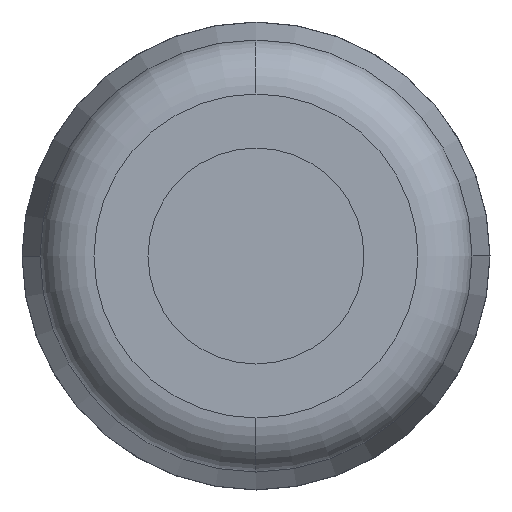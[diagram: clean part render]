
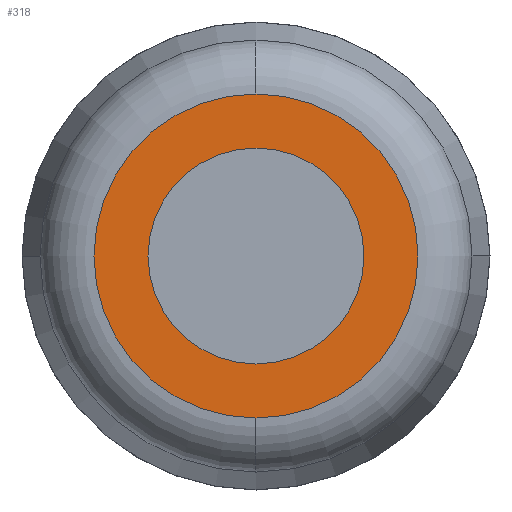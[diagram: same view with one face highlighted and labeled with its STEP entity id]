
A CAD part, left-side view. The second image highlights one B-rep face of the part: STEP entity #318.
In plain terms, the highlighted planar face has unit normal (-1, 0, 0).
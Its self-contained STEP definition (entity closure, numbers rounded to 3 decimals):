
#314=EDGE_CURVE('',#596,#648,#771,.T.);
#318=ADVANCED_FACE('',(#776,#777),#778,.T.);
#460=VERTEX_POINT('',#929);
#496=VERTEX_POINT('',#973);
#502=EDGE_CURVE('',#496,#460,#980,.T.);
#524=EDGE_CURVE('',#460,#496,#1005,.T.);
#544=EDGE_CURVE('',#548,#596,#1028,.T.);
#548=VERTEX_POINT('',#1032);
#596=VERTEX_POINT('',#1087);
#648=VERTEX_POINT('',#1150);
#664=EDGE_CURVE('',#648,#548,#1167,.T.);
#771=CIRCLE('',#1293,2.25);
#776=FACE_BOUND('',#1298,.T.);
#777=FACE_OUTER_BOUND('',#1299,.T.);
#778=PLANE('',#1300);
#929=CARTESIAN_POINT('',(-20.5,0.,-1.5));
#973=CARTESIAN_POINT('',(-20.5,0.,1.5));
#980=CIRCLE('',#1557,1.5);
#1005=CIRCLE('',#1587,1.5);
#1028=CIRCLE('',#1618,2.25);
#1032=CARTESIAN_POINT('',(-20.5,0.,-2.25));
#1087=CARTESIAN_POINT('',(-20.5,2.25,0.0));
#1150=CARTESIAN_POINT('',(-20.5,0.,2.25));
#1167=CIRCLE('',#1795,2.25);
#1293=AXIS2_PLACEMENT_3D('',#1911,#1912,#1913);
#1298=EDGE_LOOP('',(#1923,#1924));
#1299=EDGE_LOOP('',(#1925,#1926,#1927));
#1300=AXIS2_PLACEMENT_3D('',#1928,#1929,#1930);
#1557=AXIS2_PLACEMENT_3D('',#2159,#2160,#2161);
#1587=AXIS2_PLACEMENT_3D('',#2194,#2195,#2196);
#1618=AXIS2_PLACEMENT_3D('',#2224,#2225,#2226);
#1795=AXIS2_PLACEMENT_3D('',#2439,#2440,#2441);
#1911=CARTESIAN_POINT('',(-20.5,0.0,0.0));
#1912=DIRECTION('',(1.0,0.0,0.0));
#1913=DIRECTION('',(0.0,1.0,0.0));
#1923=ORIENTED_EDGE('',*,*,#502,.T.);
#1924=ORIENTED_EDGE('',*,*,#524,.T.);
#1925=ORIENTED_EDGE('',*,*,#314,.F.);
#1926=ORIENTED_EDGE('',*,*,#544,.F.);
#1927=ORIENTED_EDGE('',*,*,#664,.F.);
#1928=CARTESIAN_POINT('',(-20.5,1.125,0.0));
#1929=DIRECTION('',(-1.0,0.,0.0));
#1930=DIRECTION('',(0.,-1.0,-0.0));
#2159=CARTESIAN_POINT('',(-20.5,0.0,0.0));
#2160=DIRECTION('',(1.0,0.,0.0));
#2161=DIRECTION('',(0.0,0.0,-1.0));
#2194=CARTESIAN_POINT('',(-20.5,0.0,0.0));
#2195=DIRECTION('',(1.0,0.,0.0));
#2196=DIRECTION('',(0.0,0.0,-1.0));
#2224=CARTESIAN_POINT('',(-20.5,0.0,0.0));
#2225=DIRECTION('',(1.0,0.0,0.0));
#2226=DIRECTION('',(0.0,1.0,0.0));
#2439=CARTESIAN_POINT('',(-20.5,0.0,0.0));
#2440=DIRECTION('',(1.0,0.0,0.0));
#2441=DIRECTION('',(0.0,1.0,0.0));
